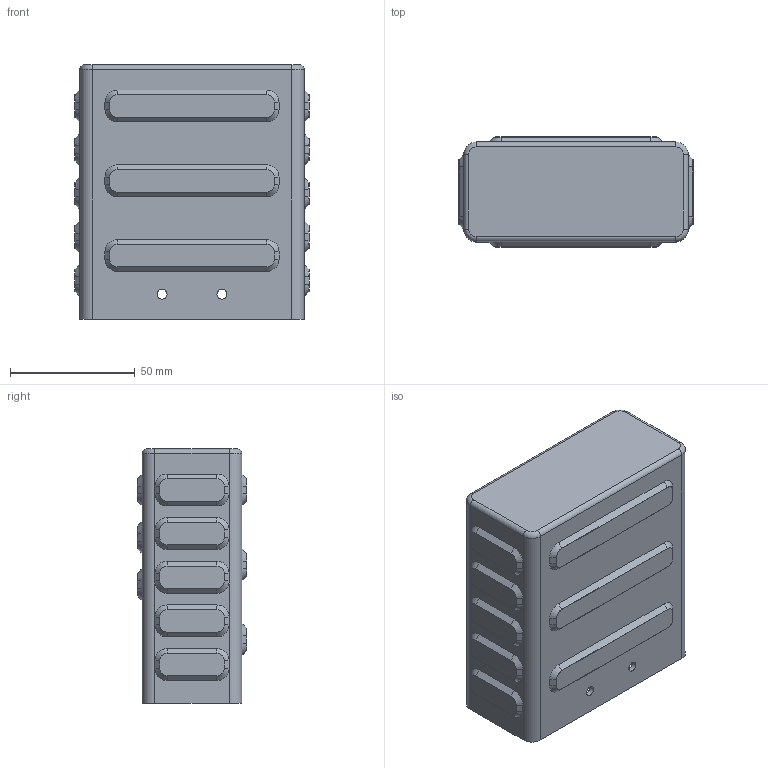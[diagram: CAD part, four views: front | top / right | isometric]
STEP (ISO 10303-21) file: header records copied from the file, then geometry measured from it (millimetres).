
FILE_DESCRIPTION(('FreeCAD Model'),'2;1');
FILE_NAME('Open CASCADE Shape Model','2025-08-15T18:32:09',(''),(''), 'Open CASCADE STEP processor 7.9','FreeCAD','Unknown');
FILE_SCHEMA(('AUTOMOTIVE_DESIGN { 1 0 10303 214 1 1 1 1 }'));
Length unit declared in the file: millimetre
Products named in the file (1): Body
Bounding box: 94 x 44 x 102 mm (x, y, z)
Volume: 66574.9 mm3; surface area: 54268.4 mm2
Topology: 1 solids, 1 shells, 316 faces, 758 edges, 460 vertices
Faces by surface type: plane 162, cylinder 86, cone 64, torus 4
Full cylindrical faces by diameter (mm): 4 x2
Entity records: 9064 total; most frequent: DIRECTION 1632, CARTESIAN_POINT 1535, ORIENTED_EDGE 1516, EDGE_CURVE 758, AXIS2_PLACEMENT_3D 557, LINE 518, VECTOR 518, VERTEX_POINT 460
